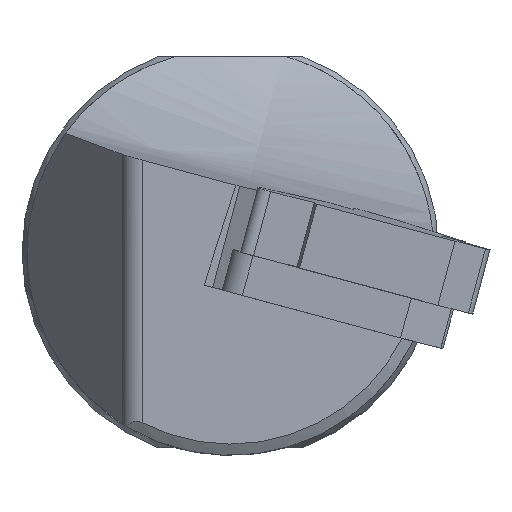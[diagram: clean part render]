
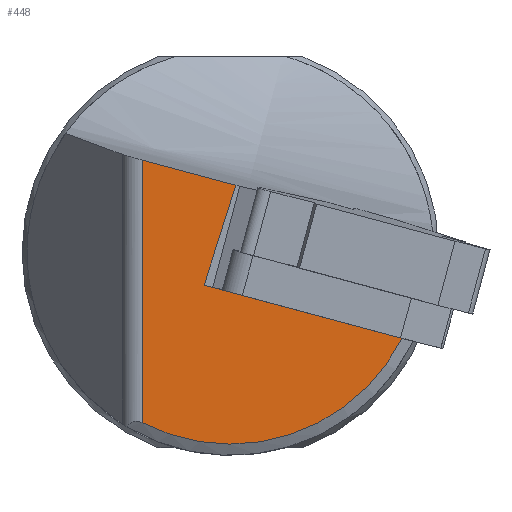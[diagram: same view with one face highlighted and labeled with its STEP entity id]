
A CAD part, left-side view. The second image highlights one B-rep face of the part: STEP entity #448.
In plain terms, the highlighted planar face has unit normal (-1, 0, 0).
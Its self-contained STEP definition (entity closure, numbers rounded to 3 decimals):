
#423=B_SPLINE_CURVE_WITH_KNOTS('',3,(#1734,#1735,#1736,#1737),
 .UNSPECIFIED.,.F.,.F.,(4,4),(0.,1.),.UNSPECIFIED.);
#448=ADVANCED_FACE('',(#529),#488,.T.);
#488=PLANE('',#1296);
#529=FACE_OUTER_BOUND('',#579,.T.);
#579=EDGE_LOOP('',(#722,#723,#724,#725,#726,#727));
#616=CIRCLE('',#1278,18.419);
#722=ORIENTED_EDGE('',*,*,#1028,.F.);
#723=ORIENTED_EDGE('',*,*,#1008,.F.);
#724=ORIENTED_EDGE('',*,*,#1027,.T.);
#725=ORIENTED_EDGE('',*,*,#1001,.T.);
#726=ORIENTED_EDGE('',*,*,#1029,.T.);
#727=ORIENTED_EDGE('',*,*,#974,.F.);
#890=VERTEX_POINT('',#1575);
#891=VERTEX_POINT('',#1576);
#914=VERTEX_POINT('',#1675);
#915=VERTEX_POINT('',#1677);
#918=VERTEX_POINT('',#1733);
#919=VERTEX_POINT('',#1738);
#974=EDGE_CURVE('',#890,#891,#1102,.T.);
#1001=EDGE_CURVE('',#915,#914,#616,.T.);
#1008=EDGE_CURVE('',#918,#919,#423,.T.);
#1027=EDGE_CURVE('',#918,#915,#1120,.T.);
#1028=EDGE_CURVE('',#919,#890,#1121,.T.);
#1029=EDGE_CURVE('',#914,#891,#1122,.T.);
#1102=LINE('',#1574,#1183);
#1120=LINE('',#2023,#1201);
#1121=LINE('',#2025,#1202);
#1122=LINE('',#2026,#1203);
#1183=VECTOR('',#1342,1.);
#1201=VECTOR('',#1420,1.);
#1202=VECTOR('',#1423,1.);
#1203=VECTOR('',#1424,1.);
#1278=AXIS2_PLACEMENT_3D('',#1676,#1380,#1381);
#1296=AXIS2_PLACEMENT_3D('',#2027,#1425,#1426);
#1342=DIRECTION('',(0.,-0.966,-0.259));
#1380=DIRECTION('',(-1.,0.,0.));
#1381=DIRECTION('',(0.,-1.,0.));
#1420=DIRECTION('',(0.,0.,-1.));
#1423=DIRECTION('',(0.,0.302,-0.953));
#1424=DIRECTION('',(0.,0.966,0.259));
#1425=DIRECTION('',(-1.,0.,0.));
#1426=DIRECTION('',(0.,-1.,0.));
#1574=CARTESIAN_POINT('',(1.376,86.257,19.264));
#1575=CARTESIAN_POINT('',(1.376,2.526,-3.172));
#1576=CARTESIAN_POINT('',(1.376,0.007,-3.847));
#1675=CARTESIAN_POINT('',(1.376,-16.463,-8.26));
#1676=CARTESIAN_POINT('',(1.376,0.,0.));
#1677=CARTESIAN_POINT('',(1.376,8.465,-16.358));
#1733=CARTESIAN_POINT('',(1.376,8.465,8.828));
#1734=CARTESIAN_POINT('',(1.376,8.465,8.828));
#1735=CARTESIAN_POINT('',(1.376,5.471,8.026));
#1736=CARTESIAN_POINT('',(1.376,2.477,7.224));
#1737=CARTESIAN_POINT('',(1.376,-0.517,6.421));
#1738=CARTESIAN_POINT('',(1.376,-0.517,6.421));
#2023=CARTESIAN_POINT('',(1.376,8.465,415.822));
#2025=CARTESIAN_POINT('',(1.376,-120.27,384.022));
#2026=CARTESIAN_POINT('',(1.376,86.257,19.264));
#2027=CARTESIAN_POINT('',(1.376,-20.,415.822));
